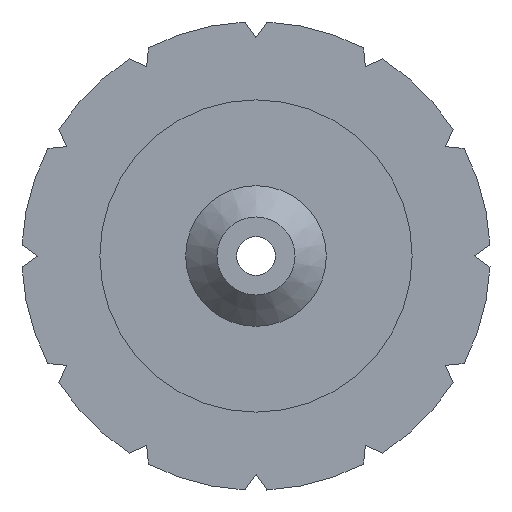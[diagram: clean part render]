
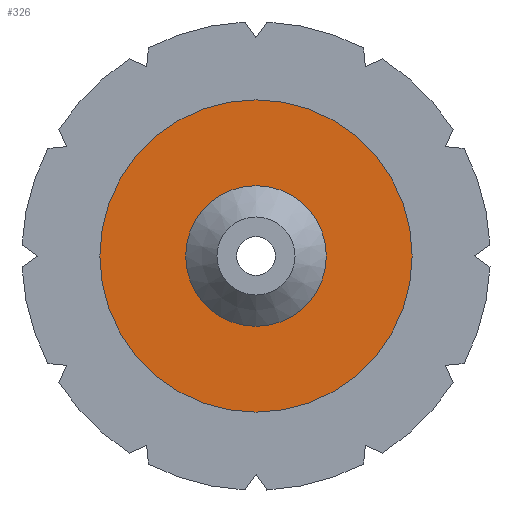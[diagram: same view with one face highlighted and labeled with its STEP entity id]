
A CAD part, front view. The second image highlights one B-rep face of the part: STEP entity #326.
In plain terms, the highlighted planar face has unit normal (0, -1, 0).
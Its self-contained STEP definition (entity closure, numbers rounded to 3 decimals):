
#40 = DIRECTION ( 'NONE',  ( 0., 1., 0. ) ) ;
#48 = CIRCLE ( 'NONE', #74, 10. ) ;
#74 = AXIS2_PLACEMENT_3D ( 'NONE', #486, #1244, #373 ) ;
#135 = AXIS2_PLACEMENT_3D ( 'NONE', #1299, #40, #1415 ) ;
#258 = VERTEX_POINT ( 'NONE', #1031 ) ;
#266 = ORIENTED_EDGE ( 'NONE', *, *, #397, .T. ) ;
#318 = CIRCLE ( 'NONE', #357, 4.5 ) ;
#326 = ADVANCED_FACE ( 'NONE', ( #977, #365 ), #1393, .F. ) ;
#357 = AXIS2_PLACEMENT_3D ( 'NONE', #845, #1403, #968 ) ;
#365 = FACE_OUTER_BOUND ( 'NONE', #800, .T. ) ;
#373 = DIRECTION ( 'NONE',  ( 0., 0., 1. ) ) ;
#392 = ORIENTED_EDGE ( 'NONE', *, *, #1377, .F. ) ;
#397 = EDGE_CURVE ( 'NONE', #258, #258, #318, .T. ) ;
#486 = CARTESIAN_POINT ( 'NONE',  ( 0., 0., 0. ) ) ;
#524 = VERTEX_POINT ( 'NONE', #908 ) ;
#625 = EDGE_LOOP ( 'NONE', ( #266 ) ) ;
#800 = EDGE_LOOP ( 'NONE', ( #392 ) ) ;
#845 = CARTESIAN_POINT ( 'NONE',  ( 0., 0., 0. ) ) ;
#908 = CARTESIAN_POINT ( 'NONE',  ( 0., 0., 10. ) ) ;
#968 = DIRECTION ( 'NONE',  ( 0., 0., 1. ) ) ;
#977 = FACE_BOUND ( 'NONE', #625, .T. ) ;
#1031 = CARTESIAN_POINT ( 'NONE',  ( 0., 0., 4.5 ) ) ;
#1244 = DIRECTION ( 'NONE',  ( 0., 1., 0. ) ) ;
#1299 = CARTESIAN_POINT ( 'NONE',  ( 0., 0., 0. ) ) ;
#1377 = EDGE_CURVE ( 'NONE', #524, #524, #48, .T. ) ;
#1393 = PLANE ( 'NONE',  #135 ) ;
#1403 = DIRECTION ( 'NONE',  ( 0., 1., 0. ) ) ;
#1415 = DIRECTION ( 'NONE',  ( 0., 0., 1. ) ) ;
